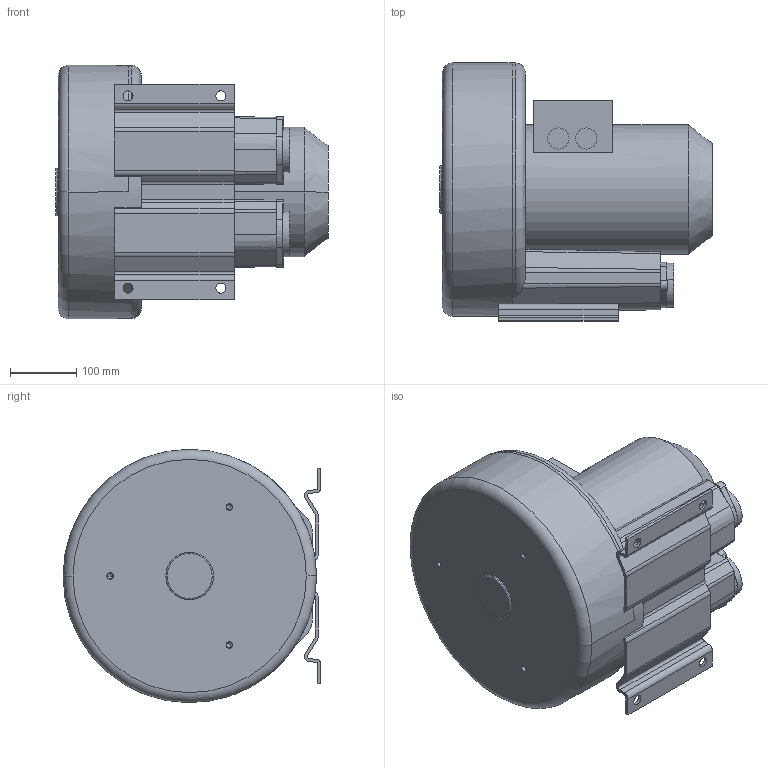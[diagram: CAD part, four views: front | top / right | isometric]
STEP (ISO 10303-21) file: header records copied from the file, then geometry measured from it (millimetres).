
FILE_DESCRIPTION((''),'2;1');
FILE_NAME('VSC0315_1MT301_6_GEWFL_ASM','2009-09-21T',('rnennstiel'),('MTC GmbH'),'PRO/ENGINEER BY PARAMETRIC TECHNOLOGY CORPORATION, 2008310','PRO/ENGINEER BY PARAMETRIC TECHNOLOGY CORPORATION, 2008310','');
FILE_SCHEMA(('AUTOMOTIVE_DESIGN_CC2 { 1 2 10303 214 -1 1 5 2 }'));
Length unit declared in the file: millimetre
Products named in the file (3): VSC0315_1MT301_6; GEWINDEFLANSCH_2_ZOLL; VSC0315_1MT301_6_GEWFL_ASM
Assembly tree (3 placements, depth 2):
  VSC0315_1MT301_6_GEWFL_ASM
    VSC0315_1MT301_6
    GEWINDEFLANSCH_2_ZOLL  x2
Bounding box: 411 x 389 x 382 mm (x, y, z)
Volume: 24671248.5 mm3; surface area: 1013560.3 mm2
Topology: 3 solids, 18 shells, 986 faces, 2705 edges, 1786 vertices
Faces by surface type: extrusion 414, plane 357, cylinder 165, cone 45, torus 5
Entity records: 33190 total; most frequent: CARTESIAN_POINT 10127, ORIENTED_EDGE 5126, DIRECTION 3581, EDGE_CURVE 2591, VERTEX_POINT 1728, VECTOR 1655, B_SPLINE_CURVE_WITH_KNOTS 1351, LINE 1241
